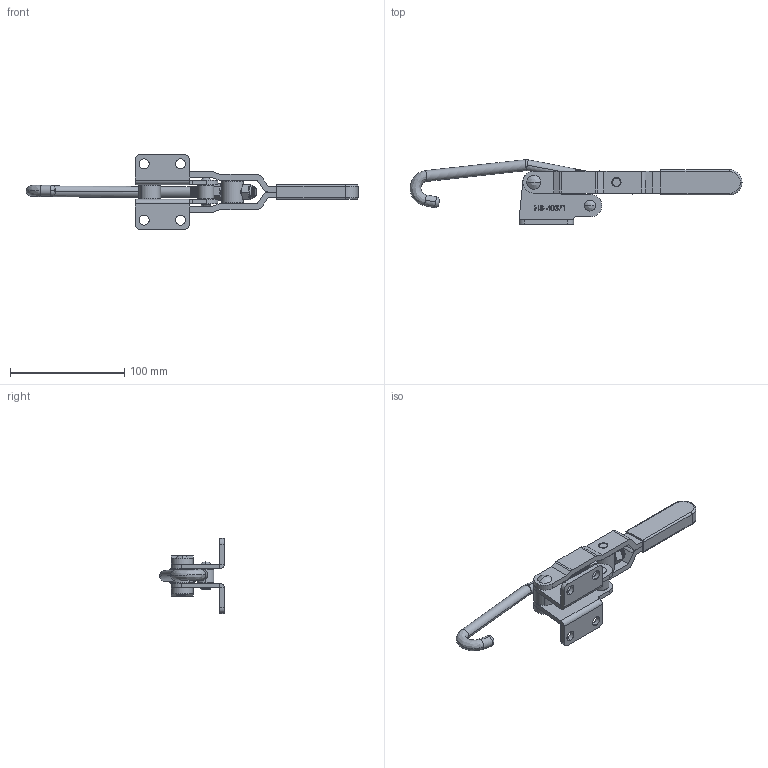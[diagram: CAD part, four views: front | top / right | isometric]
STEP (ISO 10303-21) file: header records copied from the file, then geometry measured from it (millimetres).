
FILE_DESCRIPTION (( 'STEP AP203' ), '1' );
FILE_NAME ('HS-40371.STEP', '2019-10-07T03:30:19', ( '微软用户' ), ( '微软中国' ), 'SwSTEP 2.0', 'SolidWorks 2012', '' );
FILE_SCHEMA (( 'CONFIG_CONTROL_DESIGN' ));
Products named in the file (16): HS-40371; 3_______ASM_1; NONE-6160__1; NONE-5192__1; 3-8-24_LOCK_NUT_______1; 2_______1; 1_______ASM; NONE-25596__1; NONE-24379__1; 3-8-24_NUT_______1; 7_______1; 9_______1; 8_______1; 40371-04_______1; 40371-05_______1; 40371-06_______1
Assembly tree (15 placements, depth 3):
  HS-40371
    40371-06_______1
    40371-05_______1
    40371-04_______1
    8_______1
    9_______1
    7_______1
    3-8-24_NUT_______1
    1_______ASM
      NONE-24379__1
      NONE-25596__1
    2_______1
    3-8-24_LOCK_NUT_______1
    3_______ASM_1
      NONE-5192__1
      NONE-6160__1
Bounding box: 290.11 x 56.4 x 65.6 mm (x, y, z)
Volume: 94339 mm3; surface area: 59338.2 mm2
Topology: 13 solids, 13 shells, 534 faces, 1453 edges, 948 vertices
Faces by surface type: cylinder 228, plane 203, cone 50, bspline 50, torus 3
Entity records: 54002 total; most frequent: CARTESIAN_POINT 39534, ORIENTED_EDGE 2884, DIRECTION 2309, EDGE_CURVE 1442, VERTEX_POINT 947, AXIS2_PLACEMENT_3D 776, VECTOR 757, LINE 757
